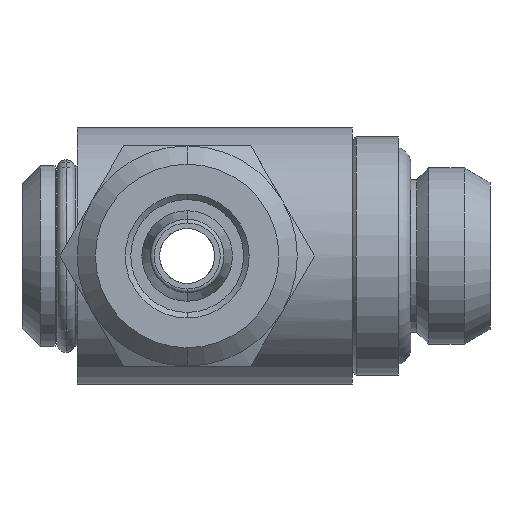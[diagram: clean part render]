
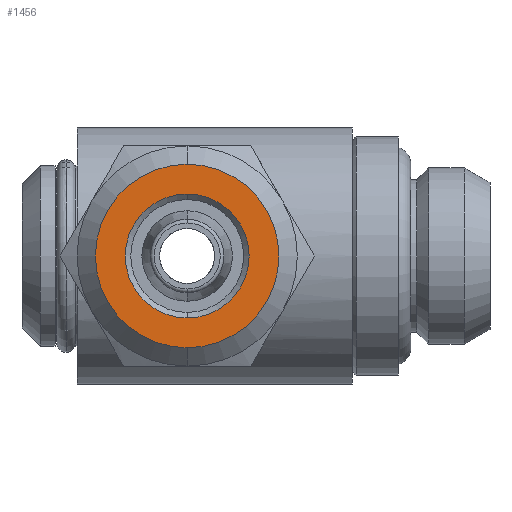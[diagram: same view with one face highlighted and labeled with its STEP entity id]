
A CAD part, left-side view. The second image highlights one B-rep face of the part: STEP entity #1456.
In plain terms, the highlighted planar face has unit normal (-1, 0, 0).
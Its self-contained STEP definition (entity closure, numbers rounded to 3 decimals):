
#104 = CARTESIAN_POINT ( 'NONE',  ( -23.352, 16.5, 0. ) ) ;
#123 = DIRECTION ( 'NONE',  ( 0., 0., -1. ) ) ;
#224 = DIRECTION ( 'NONE',  ( 1., 0., 0. ) ) ;
#443 = AXIS2_PLACEMENT_3D ( 'NONE', #104, #224, #123 ) ;
#460 = CIRCLE ( 'NONE', #443, 5. ) ;
#553 = CARTESIAN_POINT ( 'NONE',  ( -23.352, 16.5, -5. ) ) ;
#585 = CARTESIAN_POINT ( 'NONE',  ( -23.352, 16.5, -3.375 ) ) ;
#709 = CARTESIAN_POINT ( 'NONE',  ( -23.352, 16.5, 3.375 ) ) ;
#724 = CARTESIAN_POINT ( 'NONE',  ( -23.352, 16.5, 5. ) ) ;
#849 = VERTEX_POINT ( 'NONE', #553 ) ;
#982 = VERTEX_POINT ( 'NONE', #585 ) ;
#989 = VERTEX_POINT ( 'NONE', #724 ) ;
#1016 = VERTEX_POINT ( 'NONE', #709 ) ;
#1223 = EDGE_CURVE ( 'NONE', #989, #849, #460, .T. ) ;
#1456 = ADVANCED_FACE ( 'NONE', ( #2654, #2655 ), #4104, .T. ) ;
#1866 = CIRCLE ( 'NONE', #1874, 3.375 ) ;
#1867 = CIRCLE ( 'NONE', #1877, 5. ) ;
#1874 = AXIS2_PLACEMENT_3D ( 'NONE', #5070, #5071, #5072 ) ;
#1877 = AXIS2_PLACEMENT_3D ( 'NONE', #5075, #5076, #5077 ) ;
#2060 = EDGE_CURVE ( 'NONE', #982, #1016, #3664, .T. ) ;
#2303 = ORIENTED_EDGE ( 'NONE', *, *, #2698, .T. ) ;
#2304 = ORIENTED_EDGE ( 'NONE', *, *, #2060, .T. ) ;
#2305 = ORIENTED_EDGE ( 'NONE', *, *, #1223, .F. ) ;
#2306 = ORIENTED_EDGE ( 'NONE', *, *, #2700, .F. ) ;
#2384 = EDGE_LOOP ( 'NONE', ( #2303, #2304 ) ) ;
#2438 = EDGE_LOOP ( 'NONE', ( #2306, #2305 ) ) ;
#2654 = FACE_BOUND ( 'NONE', #2384, .T. ) ;
#2655 = FACE_OUTER_BOUND ( 'NONE', #2438, .T. ) ;
#2698 = EDGE_CURVE ( 'NONE', #1016, #982, #1866, .T. ) ;
#2700 = EDGE_CURVE ( 'NONE', #849, #989, #1867, .T. ) ;
#3484 = AXIS2_PLACEMENT_3D ( 'NONE', #4105, #4106, #4107 ) ;
#3664 = CIRCLE ( 'NONE', #3665, 3.375 ) ;
#3665 = AXIS2_PLACEMENT_3D ( 'NONE', #4883, #4884, #4885 ) ;
#4104 = PLANE ( 'NONE',  #3484 ) ;
#4105 = CARTESIAN_POINT ( 'NONE',  ( -23.352, 21.5, 0. ) ) ;
#4106 = DIRECTION ( 'NONE',  ( -1., 0., 0. ) ) ;
#4107 = DIRECTION ( 'NONE',  ( 0., 0., 1. ) ) ;
#4883 = CARTESIAN_POINT ( 'NONE',  ( -23.352, 16.5, 0. ) ) ;
#4884 = DIRECTION ( 'NONE',  ( 1., 0., 0. ) ) ;
#4885 = DIRECTION ( 'NONE',  ( 0., 0., -1. ) ) ;
#5070 = CARTESIAN_POINT ( 'NONE',  ( -23.352, 16.5, 0. ) ) ;
#5071 = DIRECTION ( 'NONE',  ( 1., 0., 0. ) ) ;
#5072 = DIRECTION ( 'NONE',  ( 0., 0., -1. ) ) ;
#5075 = CARTESIAN_POINT ( 'NONE',  ( -23.352, 16.5, 0. ) ) ;
#5076 = DIRECTION ( 'NONE',  ( 1., 0., 0. ) ) ;
#5077 = DIRECTION ( 'NONE',  ( 0., 0., -1. ) ) ;
